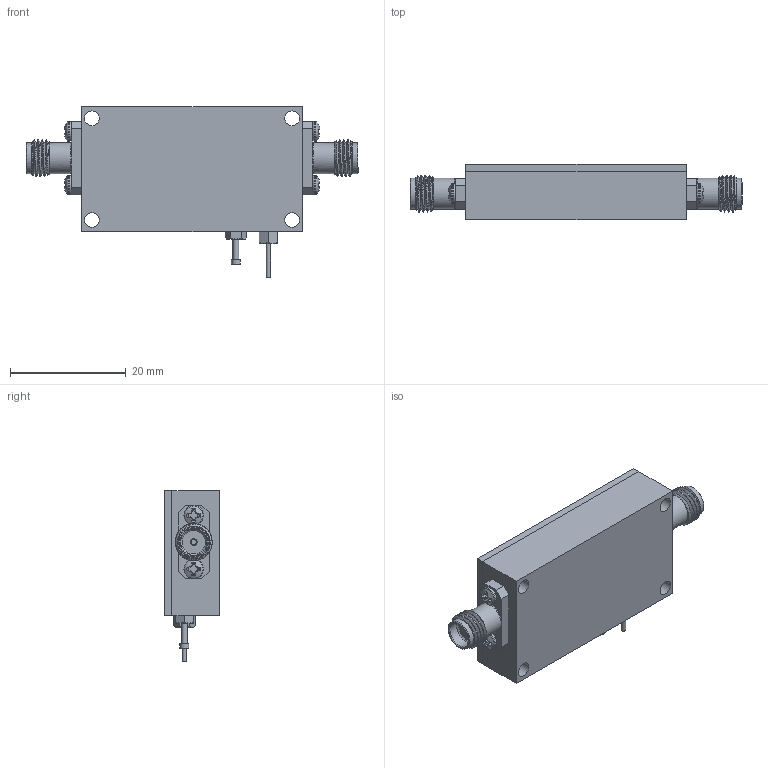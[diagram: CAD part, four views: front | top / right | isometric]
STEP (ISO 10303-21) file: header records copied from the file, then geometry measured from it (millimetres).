
FILE_DESCRIPTION (( 'STEP AP203' ), '1' );
FILE_NAME ('PE15A63004_3D.step', '2022-02-03T20:49:52', ( '' ), ( '' ), 'SwSTEP 2.0', 'SolidWorks 2021', '' );
FILE_SCHEMA (( 'CONFIG_CONTROL_DESIGN' ));
Length unit declared in the file: inch
Products named in the file (1): PE15A63004_3D
Bounding box: 57.25 x 9.58 x 29.46 mm (x, y, z)
Volume: 8225.7 mm3; surface area: 4125.7 mm2
Topology: 4 solids, 4 shells, 883 faces, 2328 edges, 1539 vertices
Faces by surface type: plane 528, bspline 221, cylinder 92, cone 42
Full cylindrical faces by diameter (mm): 0.762 x1, 0.914 x2, 1.016 x3, 1.168 x4, 1.27 x2, 1.524 x1, 1.854 x4, 2.54 x4, 3.393 x4, 4.521 x2, 5.08 x2, 5.334 x4
Entity records: 43548 total; most frequent: CARTESIAN_POINT 23860, ORIENTED_EDGE 4516, DIRECTION 3076, EDGE_CURVE 2258, VERTEX_POINT 1524, VECTOR 1430, LINE 1430, EDGE_LOOP 1032
